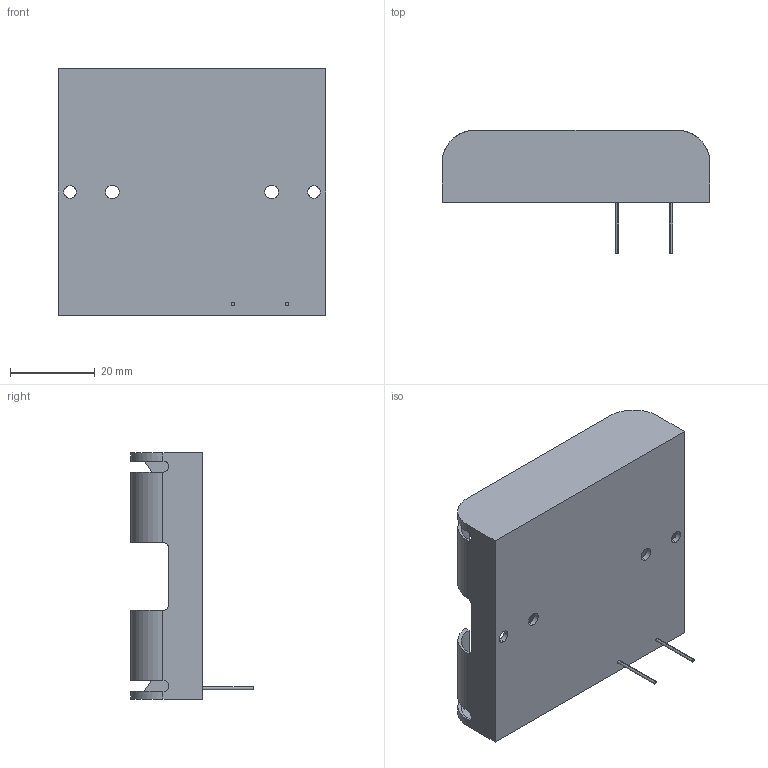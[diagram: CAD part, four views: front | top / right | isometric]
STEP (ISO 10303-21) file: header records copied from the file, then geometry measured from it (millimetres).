
FILE_DESCRIPTION (( 'STEP AP214' ), '1' );
FILE_NAME ('User Library-BH-341-3B.STEP', '2017-02-28T00:17:44', ( 'Windows User' ), ( '' ), 'SwSTEP 2.0', 'SolidWorks 2017', '' );
FILE_SCHEMA (( 'AUTOMOTIVE_DESIGN' ));
Length unit declared in the file: millimetre
Products named in the file (1): User Library-BH-341-3B
Bounding box: 63 x 28.89 x 58 mm (x, y, z)
Volume: 9624 mm3; surface area: 16940.9 mm2
Topology: 1 solids, 1 shells, 98 faces, 270 edges, 176 vertices
Faces by surface type: plane 58, cylinder 40
Entity records: 4250 total; most frequent: DIRECTION 552, CARTESIAN_POINT 545, ORIENTED_EDGE 540, EDGE_CURVE 270, VECTOR 186, LINE 186, AXIS2_PLACEMENT_3D 183, VERTEX_POINT 176
